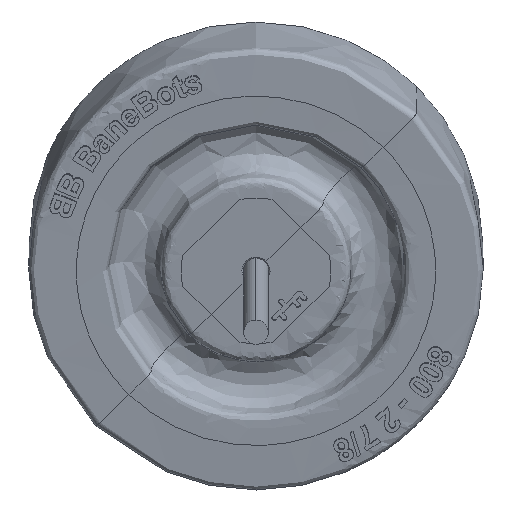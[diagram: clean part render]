
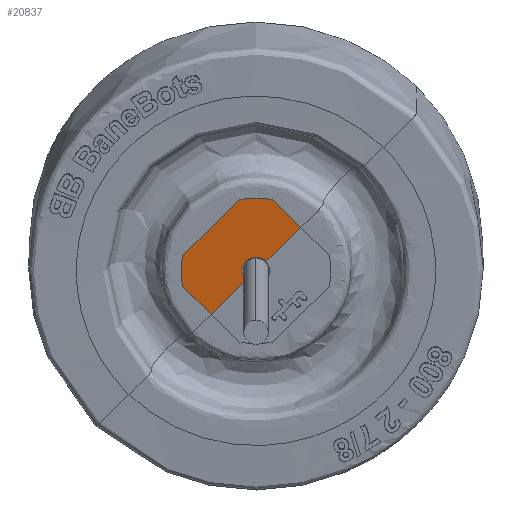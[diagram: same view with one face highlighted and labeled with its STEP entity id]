
A CAD part, left-side view. The second image highlights one B-rep face of the part: STEP entity #20837.
In plain terms, the highlighted free-form (B-spline) face has degree [2, 1] with [5, 2] control points.
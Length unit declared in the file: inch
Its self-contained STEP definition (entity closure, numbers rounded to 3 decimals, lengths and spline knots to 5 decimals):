
#182 = B_SPLINE_CURVE_WITH_KNOTS ( 'NONE', 1,
 ( #5105, #1645 ),
 .UNSPECIFIED., .F., .F.,
 ( 2, 2 ),
 ( -0.51285, 0. ),
 .UNSPECIFIED. ) ;
#237 = EDGE_CURVE ( 'NONE', #5434, #23118, #16778, .T. ) ;
#284 = B_SPLINE_CURVE_WITH_KNOTS ( 'NONE', 1,
 ( #3657, #16350 ),
 .UNSPECIFIED., .F., .F.,
 ( 2, 2 ),
 ( 2.10469, 2.41595 ),
 .UNSPECIFIED. ) ;
#391 = CARTESIAN_POINT ( 'NONE',  ( 3.39969, -1.99128, -4.97946 ) ) ;
#666 = B_SPLINE_CURVE_WITH_KNOTS ( 'NONE', 1,
 ( #5032, #21415 ),
 .UNSPECIFIED., .F., .F.,
 ( 2, 2 ),
 ( -0.51285, -0.25643 ),
 .UNSPECIFIED. ) ;
#747 = CARTESIAN_POINT ( 'NONE',  ( 3.5086, -1.76427, -5.43058 ) ) ;
#1093 = CARTESIAN_POINT ( 'NONE',  ( 3.50866, -1.21801, -5.43079 ) ) ;
#1130 = EDGE_CURVE ( 'NONE', #18249, #7011, #13220, .T. ) ;
#1237 = EDGE_CURVE ( 'NONE', #23118, #13553, #182, .T. ) ;
#1312 = EDGE_CURVE ( 'NONE', #13553, #18991, #21018, .T. ) ;
#1414 = CARTESIAN_POINT ( 'NONE',  ( 3.50864, -1.40349, -5.43072 ) ) ;
#1645 = CARTESIAN_POINT ( 'NONE',  ( 3.48477, -1.42574, -5.33185 ) ) ;
#2211 = EDGE_CURVE ( 'NONE', #18249, #5434, #22536, .T. ) ;
#2490 = VERTEX_POINT ( 'NONE', #11122 ) ;
#3196 =( BOUNDED_CURVE ( )  B_SPLINE_CURVE ( 2, ( #10166, #5172, #21325, #17516, #21563 ),
 .UNSPECIFIED., .F., .F. ) 
 B_SPLINE_CURVE_WITH_KNOTS ( ( 3, 2, 3 ),
 ( 0., 1.5708, 3.14159 ),
 .UNSPECIFIED. ) 
 CURVE ( )  GEOMETRIC_REPRESENTATION_ITEM ( )  RATIONAL_B_SPLINE_CURVE ( ( 1., 0.707, 1., 0.707, 1. ) ) 
 REPRESENTATION_ITEM ( '' )  );
#3398 = VERTEX_POINT ( 'NONE', #20683 ) ;
#3657 = CARTESIAN_POINT ( 'NONE',  ( 3.575, -1.60704, -5.70558 ) ) ;
#4672 = CARTESIAN_POINT ( 'NONE',  ( 3.42973, -2.2255, -5.1039 ) ) ;
#5032 = CARTESIAN_POINT ( 'NONE',  ( 3.53251, -1.42582, -5.52957 ) ) ;
#5105 = CARTESIAN_POINT ( 'NONE',  ( 3.39971, -1.78788, -4.97954 ) ) ;
#5172 = CARTESIAN_POINT ( 'NONE',  ( 3.47914, -1.88971, -5.30854 ) ) ;
#5434 = VERTEX_POINT ( 'NONE', #16321 ) ;
#5450 = CARTESIAN_POINT ( 'NONE',  ( 3.53251, -1.42582, -5.52957 ) ) ;
#5935 = EDGE_CURVE ( 'NONE', #18991, #2490, #666, .T. ) ;
#6328 = CARTESIAN_POINT ( 'NONE',  ( 3.53251, -1.42582, -5.52957 ) ) ;
#6336 = CARTESIAN_POINT ( 'NONE',  ( 3.49386, -1.95249, -5.36951 ) ) ;
#7011 = VERTEX_POINT ( 'NONE', #7807 ) ;
#7635 = CARTESIAN_POINT ( 'NONE',  ( 3.39446, -1.88957, -4.95783 ) ) ;
#7691 = ORIENTED_EDGE ( 'NONE', *, *, #237, .T. ) ;
#7807 = CARTESIAN_POINT ( 'NONE',  ( 3.49386, -1.95249, -5.36951 ) ) ;
#7822 = CARTESIAN_POINT ( 'NONE',  ( 3.44218, -2.17249, -5.15547 ) ) ;
#7872 = ORIENTED_EDGE ( 'NONE', *, *, #1237, .T. ) ;
#9833 = ORIENTED_EDGE ( 'NONE', *, *, #1130, .F. ) ;
#10099 = CARTESIAN_POINT ( 'NONE',  ( 3.48477, -1.42574, -5.33185 ) ) ;
#10166 = CARTESIAN_POINT ( 'NONE',  ( 3.49386, -1.95249, -5.36951 ) ) ;
#10364 = ORIENTED_EDGE ( 'NONE', *, *, #23295, .T. ) ;
#10397 = ORIENTED_EDGE ( 'NONE', *, *, #5935, .T. ) ;
#10677 = CARTESIAN_POINT ( 'NONE',  ( 3.48477, -1.42574, -5.33185 ) ) ;
#11122 = CARTESIAN_POINT ( 'NONE',  ( 3.575, -1.60704, -5.70558 ) ) ;
#13045 = ORIENTED_EDGE ( 'NONE', *, *, #1312, .T. ) ;
#13220 = B_SPLINE_CURVE_WITH_KNOTS ( 'NONE', 1,
 ( #15089, #14854 ),
 .UNSPECIFIED., .F., .F.,
 ( 2, 2 ),
 ( 2.10469, 2.41595 ),
 .UNSPECIFIED. ) ;
#13371 =( BOUNDED_SURFACE ( )  B_SPLINE_SURFACE ( 2, 1, ( 
 ( #4672, #6336 ),
 ( #17358, #13567 ),
 ( #20826, #15111 ),
 ( #1093, #747 ),
 ( #22840, #20466 ) ),
 .UNSPECIFIED., .F., .F., .T. ) 
 B_SPLINE_SURFACE_WITH_KNOTS ( ( 3, 2, 3 ),
 ( 2, 2 ),
 ( 0., 1.5708, 3.14159 ),
 ( 2.02969, 2.41595 ),
 .UNSPECIFIED. ) 
 GEOMETRIC_REPRESENTATION_ITEM ( )  RATIONAL_B_SPLINE_SURFACE ( (
 ( 1., 1.),
 ( 0.707, 0.707),
 ( 1., 1.),
 ( 0.707, 0.707),
 ( 1., 1.) ) ) 
 REPRESENTATION_ITEM ( '' )  SURFACE ( )  );
#13553 = VERTEX_POINT ( 'NONE', #10099 ) ;
#13567 = CARTESIAN_POINT ( 'NONE',  ( 3.47914, -1.88971, -5.30854 ) ) ;
#14854 = CARTESIAN_POINT ( 'NONE',  ( 3.49386, -1.95249, -5.36951 ) ) ;
#15089 = CARTESIAN_POINT ( 'NONE',  ( 3.44218, -2.17249, -5.15547 ) ) ;
#15106 = CARTESIAN_POINT ( 'NONE',  ( 3.44218, -2.17249, -5.15547 ) ) ;
#15111 = CARTESIAN_POINT ( 'NONE',  ( 3.49387, -1.82699, -5.36956 ) ) ;
#16321 = CARTESIAN_POINT ( 'NONE',  ( 3.39969, -1.99128, -4.97946 ) ) ;
#16350 = CARTESIAN_POINT ( 'NONE',  ( 3.52333, -1.82704, -5.49155 ) ) ;
#16405 = EDGE_CURVE ( 'NONE', #7011, #3398, #3196, .T. ) ;
#16550 = CARTESIAN_POINT ( 'NONE',  ( 3.39971, -1.78788, -4.97954 ) ) ;
#16778 =( BOUNDED_CURVE ( )  B_SPLINE_CURVE ( 2, ( #391, #7635, #16550 ),
 .UNSPECIFIED., .F., .F. ) 
 B_SPLINE_CURVE_WITH_KNOTS ( ( 3, 3 ),
 ( 0.56962, 1.00118 ),
 .UNSPECIFIED. ) 
 CURVE ( )  GEOMETRIC_REPRESENTATION_ITEM ( )  RATIONAL_B_SPLINE_CURVE ( ( 1., 0.977, 1. ) ) 
 REPRESENTATION_ITEM ( '' )  );
#17081 = CARTESIAN_POINT ( 'NONE',  ( 3.39969, -1.99128, -4.97946 ) ) ;
#17358 = CARTESIAN_POINT ( 'NONE',  ( 3.35093, -1.88949, -4.77754 ) ) ;
#17516 = CARTESIAN_POINT ( 'NONE',  ( 3.5086, -1.76427, -5.43058 ) ) ;
#18249 = VERTEX_POINT ( 'NONE', #15106 ) ;
#18991 = VERTEX_POINT ( 'NONE', #6328 ) ;
#19391 = EDGE_LOOP ( 'NONE', ( #10364, #19590, #9833, #19423, #7691, #7872, #13045, #10397 ) ) ;
#19423 = ORIENTED_EDGE ( 'NONE', *, *, #2211, .T. ) ;
#19590 = ORIENTED_EDGE ( 'NONE', *, *, #16405, .F. ) ;
#20466 = CARTESIAN_POINT ( 'NONE',  ( 3.52333, -1.82704, -5.49155 ) ) ;
#20683 = CARTESIAN_POINT ( 'NONE',  ( 3.52333, -1.82704, -5.49155 ) ) ;
#20702 = FACE_OUTER_BOUND ( 'NONE', #19391, .T. ) ;
#20826 = CARTESIAN_POINT ( 'NONE',  ( 3.42979, -1.55375, -5.10417 ) ) ;
#20837 = ADVANCED_FACE ( 'NONE', ( #20702 ), #13371, .T. ) ;
#21018 =( BOUNDED_CURVE ( )  B_SPLINE_CURVE ( 2, ( #10677, #1414, #5450 ),
 .UNSPECIFIED., .F., .F. ) 
 B_SPLINE_CURVE_WITH_KNOTS ( ( 3, 3 ),
 ( 2.14042, 2.57197 ),
 .UNSPECIFIED. ) 
 CURVE ( )  GEOMETRIC_REPRESENTATION_ITEM ( )  RATIONAL_B_SPLINE_CURVE ( ( 1., 0.977, 1. ) ) 
 REPRESENTATION_ITEM ( '' )  );
#21325 = CARTESIAN_POINT ( 'NONE',  ( 3.49387, -1.82699, -5.36956 ) ) ;
#21415 = CARTESIAN_POINT ( 'NONE',  ( 3.575, -1.60704, -5.70558 ) ) ;
#21563 = CARTESIAN_POINT ( 'NONE',  ( 3.52333, -1.82704, -5.49155 ) ) ;
#21868 = CARTESIAN_POINT ( 'NONE',  ( 3.39971, -1.78788, -4.97954 ) ) ;
#22536 = B_SPLINE_CURVE_WITH_KNOTS ( 'NONE', 1,
 ( #7822, #17081 ),
 .UNSPECIFIED., .F., .F.,
 ( 2, 2 ),
 ( -0.26258, 0. ),
 .UNSPECIFIED. ) ;
#22840 = CARTESIAN_POINT ( 'NONE',  ( 3.58745, -1.55402, -5.75715 ) ) ;
#23118 = VERTEX_POINT ( 'NONE', #21868 ) ;
#23295 = EDGE_CURVE ( 'NONE', #2490, #3398, #284, .T. ) ;
